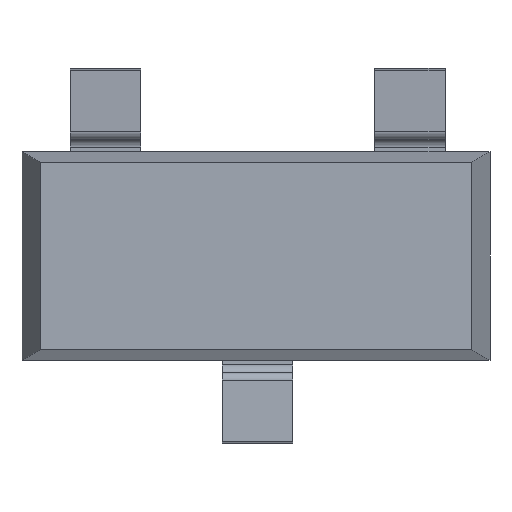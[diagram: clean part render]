
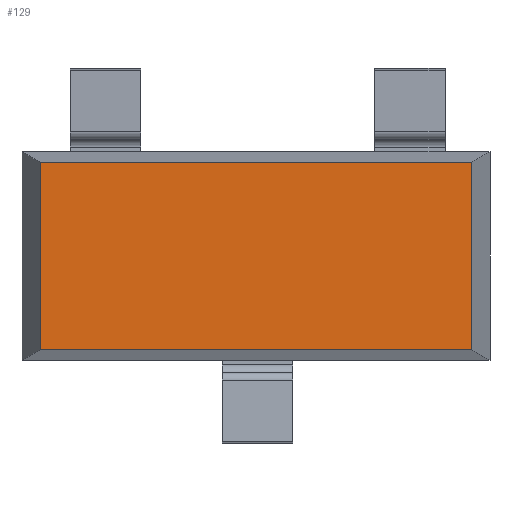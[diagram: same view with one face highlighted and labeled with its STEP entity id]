
A CAD part, front view. The second image highlights one B-rep face of the part: STEP entity #129.
In plain terms, the highlighted planar face has unit normal (0, -1, 0).
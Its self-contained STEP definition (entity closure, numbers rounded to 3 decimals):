
#129=ADVANCED_FACE('',(#243),#244,.T.);
#243=FACE_OUTER_BOUND('',#362,.T.);
#244=PLANE('',#363);
#362=EDGE_LOOP('',(#805,#806,#807,#808));
#363=AXIS2_PLACEMENT_3D('',#809,#810,#811);
#805=ORIENTED_EDGE('',*,*,#972,.F.);
#806=ORIENTED_EDGE('',*,*,#988,.T.);
#807=ORIENTED_EDGE('',*,*,#978,.F.);
#808=ORIENTED_EDGE('',*,*,#990,.F.);
#809=CARTESIAN_POINT('',(2.92,0.154,0.));
#810=DIRECTION('',(0.,-1.0,0.));
#811=DIRECTION('',(0.,0.,1.0));
#972=EDGE_CURVE('',#1201,#1203,#1204,.T.);
#978=EDGE_CURVE('',#1211,#1207,#1213,.T.);
#988=EDGE_CURVE('',#1201,#1207,#1228,.T.);
#990=EDGE_CURVE('',#1203,#1211,#1230,.T.);
#1201=VERTEX_POINT('',#1538);
#1203=VERTEX_POINT('',#1541);
#1204=LINE('',#1542,#1543);
#1207=VERTEX_POINT('',#1548);
#1211=VERTEX_POINT('',#1554);
#1213=LINE('',#1557,#1558);
#1228=LINE('',#1582,#1583);
#1230=LINE('',#1586,#1587);
#1538=CARTESIAN_POINT('',(2.807,0.154,0.584));
#1541=CARTESIAN_POINT('',(2.807,0.154,-0.584));
#1542=CARTESIAN_POINT('',(2.807,0.154,-10.0));
#1543=VECTOR('',#1776,1.0);
#1548=CARTESIAN_POINT('',(0.113,0.154,0.584));
#1554=CARTESIAN_POINT('',(0.113,0.154,-0.584));
#1557=CARTESIAN_POINT('',(0.113,0.154,-10.0));
#1558=VECTOR('',#1782,1.0);
#1582=CARTESIAN_POINT('',(2.92,0.154,0.584));
#1583=VECTOR('',#1792,1.0);
#1586=CARTESIAN_POINT('',(2.92,0.154,-0.584));
#1587=VECTOR('',#1794,1.0);
#1776=DIRECTION('',(0.,0.,-1.0));
#1782=DIRECTION('',(0.,0.,1.0));
#1792=DIRECTION('',(-1.0,0.0,0.));
#1794=DIRECTION('',(-1.0,0.0,0.));
